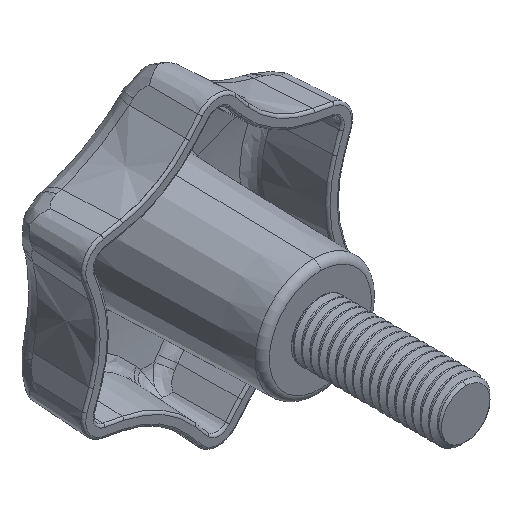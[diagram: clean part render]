
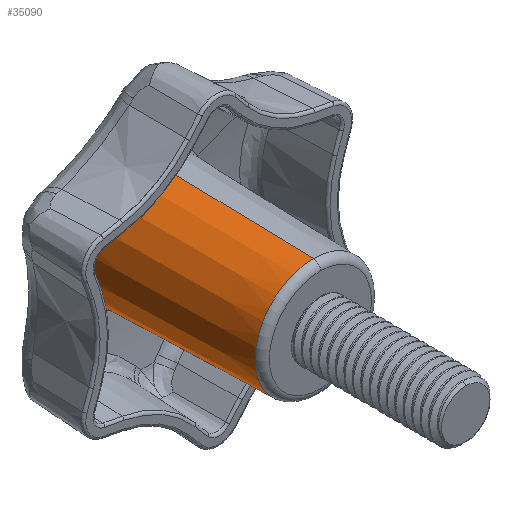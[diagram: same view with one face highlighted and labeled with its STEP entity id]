
A CAD part, isometric view. The second image highlights one B-rep face of the part: STEP entity #35090.
In plain terms, the highlighted conical face has half-angle 1.5 degrees and reference radius 12 mm.
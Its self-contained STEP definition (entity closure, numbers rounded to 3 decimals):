
#1147 = DIRECTION ( 'NONE',  ( 0., 0., -1. ) ) ;
#1525 = CARTESIAN_POINT ( 'NONE',  ( 0., -21., 0. ) ) ;
#1834 = DIRECTION ( 'NONE',  ( 0., 1., 0. ) ) ;
#3531 = EDGE_CURVE ( 'NONE', #44578, #14008, #16363, .T. ) ;
#7232 = CARTESIAN_POINT ( 'NONE',  ( 0., 15.472, -12.955 ) ) ;
#11060 = CARTESIAN_POINT ( 'NONE',  ( 0., -21., -12. ) ) ;
#11107 = VECTOR ( 'NONE', #40828, 1000. ) ;
#12426 = DIRECTION ( 'NONE',  ( 0., 0., 1. ) ) ;
#13668 = VERTEX_POINT ( 'NONE', #44436 ) ;
#14008 = VERTEX_POINT ( 'NONE', #7232 ) ;
#15209 = CARTESIAN_POINT ( 'NONE',  ( 0., -19.539, 0. ) ) ;
#16363 = LINE ( 'NONE', #11060, #28165 ) ;
#17608 = EDGE_LOOP ( 'NONE', ( #20710, #23333, #33607, #24039 ) ) ;
#18673 = AXIS2_PLACEMENT_3D ( 'NONE', #15209, #37232, #1147 ) ;
#20710 = ORIENTED_EDGE ( 'NONE', *, *, #3531, .F. ) ;
#20817 = CARTESIAN_POINT ( 'NONE',  ( 0., 15.472, 12.955 ) ) ;
#22258 = VERTEX_POINT ( 'NONE', #20817 ) ;
#22455 = EDGE_CURVE ( 'NONE', #22258, #14008, #22725, .T. ) ;
#22725 = CIRCLE ( 'NONE', #33512, 12.955 ) ;
#23333 = ORIENTED_EDGE ( 'NONE', *, *, #44017, .T. ) ;
#24039 = ORIENTED_EDGE ( 'NONE', *, *, #22455, .T. ) ;
#25196 = DIRECTION ( 'NONE',  ( 0., 1., -0.026 ) ) ;
#28165 = VECTOR ( 'NONE', #25196, 1000. ) ;
#30816 = FACE_OUTER_BOUND ( 'NONE', #17608, .T. ) ;
#32567 = DIRECTION ( 'NONE',  ( 0., -1., 0. ) ) ;
#33512 = AXIS2_PLACEMENT_3D ( 'NONE', #43313, #32567, #46474 ) ;
#33607 = ORIENTED_EDGE ( 'NONE', *, *, #38306, .T. ) ;
#33957 = AXIS2_PLACEMENT_3D ( 'NONE', #1525, #1834, #12426 ) ;
#35090 = ADVANCED_FACE ( 'NONE', ( #30816 ), #37628, .T. ) ;
#35177 = CIRCLE ( 'NONE', #18673, 12.038 ) ;
#35287 = LINE ( 'NONE', #44458, #11107 ) ;
#37232 = DIRECTION ( 'NONE',  ( 0., 1., 0. ) ) ;
#37628 = CONICAL_SURFACE ( 'NONE', #33957, 12., 0.026 ) ;
#38306 = EDGE_CURVE ( 'NONE', #13668, #22258, #35287, .T. ) ;
#40828 = DIRECTION ( 'NONE',  ( 0., 1., 0.026 ) ) ;
#42012 = CARTESIAN_POINT ( 'NONE',  ( 0., -19.539, -12.038 ) ) ;
#43313 = CARTESIAN_POINT ( 'NONE',  ( 0., 15.472, 0. ) ) ;
#44017 = EDGE_CURVE ( 'NONE', #44578, #13668, #35177, .T. ) ;
#44436 = CARTESIAN_POINT ( 'NONE',  ( 0., -19.539, 12.038 ) ) ;
#44458 = CARTESIAN_POINT ( 'NONE',  ( 0., -21., 12. ) ) ;
#44578 = VERTEX_POINT ( 'NONE', #42012 ) ;
#46474 = DIRECTION ( 'NONE',  ( 0., 0., -1. ) ) ;
